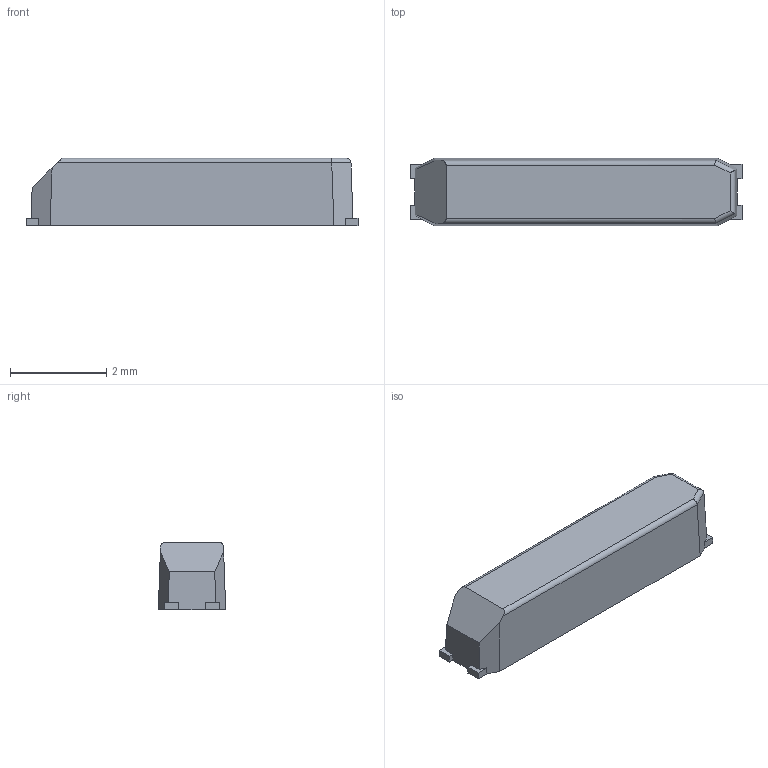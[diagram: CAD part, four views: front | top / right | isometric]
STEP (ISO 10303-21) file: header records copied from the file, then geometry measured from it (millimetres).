
FILE_DESCRIPTION(/* description */ (''),/* implementation_level */ '2;1');
FILE_NAME(/* name */ 'Crystal_Seiko_MC-146_4P-L6.7-W1.5-P0.85-BL.step',/* time_stamp */ '2021-03-12T01:16:50+03:00',/* author */ (''),/* organization */ (''),/* preprocessor_version */ 'ST-DEVELOPER v18.1',/* originating_system */ 'Autodesk Translation Framework v9.10.0.1330',/* authorisation */ '');
FILE_SCHEMA (('AUTOMOTIVE_DESIGN { 1 0 10303 214 3 1 1 }'));
Length unit declared in the file: millimetre
Products named in the file (1): Crystal_Seiko_MC-146_4P-L6.7-W1.5-P0.85-BL
Bounding box: 6.9 x 1.4 x 1.4 mm (x, y, z)
Volume: 12.2 mm3; surface area: 38.5 mm2
Topology: 1 solids, 1 shells, 40 faces, 106 edges, 68 vertices
Faces by surface type: plane 35, cylinder 5
Entity records: 1277 total; most frequent: CARTESIAN_POINT 215, ORIENTED_EDGE 212, DIRECTION 196, EDGE_CURVE 106, LINE 98, VECTOR 98, VERTEX_POINT 68, AXIS2_PLACEMENT_3D 49
